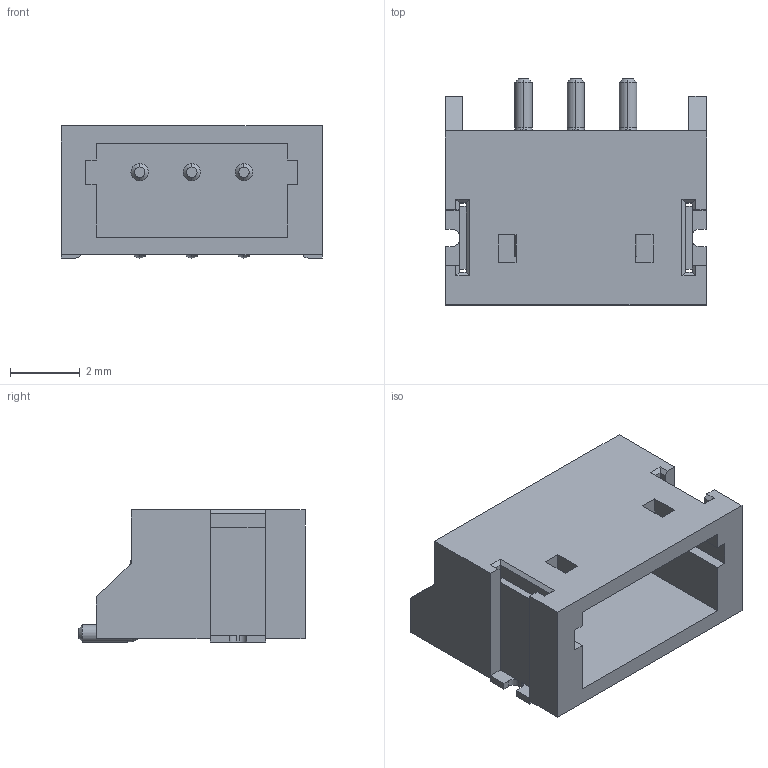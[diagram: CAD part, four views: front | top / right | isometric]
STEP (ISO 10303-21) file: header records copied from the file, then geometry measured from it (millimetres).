
FILE_DESCRIPTION(('FreeCAD Model'),'2;1');
FILE_NAME('Open CASCADE Shape Model','2025-11-03T15:08:26',(''),(''), 'Open CASCADE STEP processor 7.9','FreeCAD','Unknown');
FILE_SCHEMA(('AUTOMOTIVE_DESIGN { 1 0 10303 214 1 1 1 1 }'));
Length unit declared in the file: millimetre
Products named in the file (5): U2~CONN-SMD_3P-P1.50_ZX-ZH1.5-3PWT~CONN-SMD_3P-P1.50_
ZX-ZH1.5-3PWT~Tjfn; CONN-SMD_3P-P1.50_ZX-ZH1.5-3PWT~CONN-SMD_3P-P1.50_
ZX-ZH1.5-3PWT~Tjfn003; CONN-SMD_3P-P1.50_ZX-ZH1.5-3PWT~CONN-SMD_3P-P1.50_ZX-ZH1.5-3PWT~Tjfn; CONN-SMD_3P-P1.50_ZX-ZH1.5-3PWT~CONN-SMD_3P-P1.50_
ZX-ZH1.5-3PWT~Tjfn001; CONN-SMD_3P-P1.50_ZX-ZH1.5-3PWT~CONN-SMD_3P-P1.50_
ZX-ZH1.5-3PWT~Tjfn002
Assembly tree (4 placements, depth 3):
  U2~CONN-SMD_3P-P1.50_ZX-ZH1.5-3PWT~CONN-SMD_3P-P1.50_
ZX-ZH1.5-3PWT~Tjfn
    CONN-SMD_3P-P1.50_ZX-ZH1.5-3PWT~CONN-SMD_3P-P1.50_
ZX-ZH1.5-3PWT~Tjfn003
      CONN-SMD_3P-P1.50_ZX-ZH1.5-3PWT~CONN-SMD_3P-P1.50_ZX-ZH1.5-3PWT~Tjfn
      CONN-SMD_3P-P1.50_ZX-ZH1.5-3PWT~CONN-SMD_3P-P1.50_
ZX-ZH1.5-3PWT~Tjfn001
      CONN-SMD_3P-P1.50_ZX-ZH1.5-3PWT~CONN-SMD_3P-P1.50_
ZX-ZH1.5-3PWT~Tjfn002
Bounding box: 7.51 x 6.5 x 3.8 mm (x, y, z)
Volume: 78.6 mm3; surface area: 307.5 mm2
Topology: 3 solids, 3 shells, 390 faces, 1047 edges, 686 vertices
Faces by surface type: plane 247, bspline 98, cylinder 24, cone 12, torus 9
Entity records: 14874 total; most frequent: CARTESIAN_POINT 3485, ORIENTED_EDGE 2094, DIRECTION 1516, EDGE_CURVE 1047, LINE 766, VECTOR 766, VERTEX_POINT 686, FACE_BOUND 417
